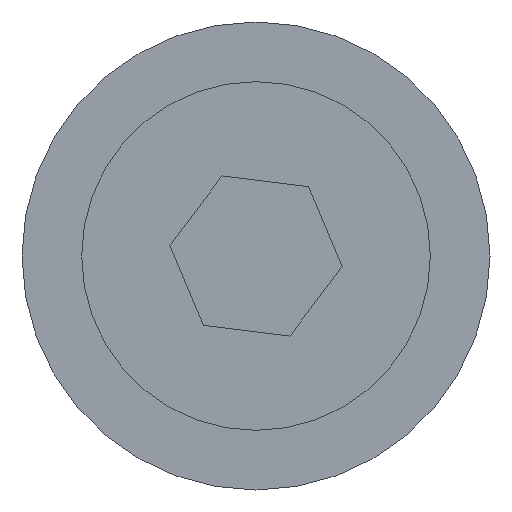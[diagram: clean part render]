
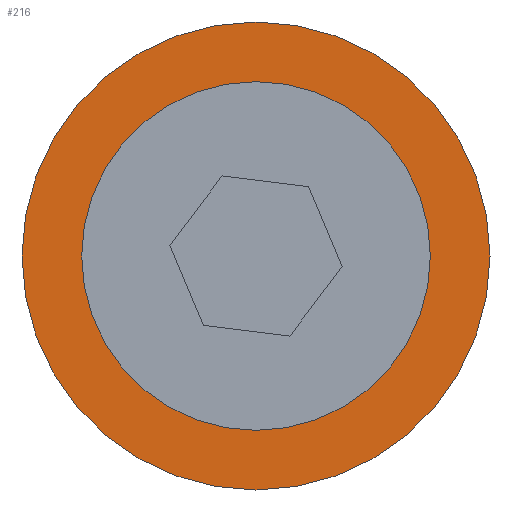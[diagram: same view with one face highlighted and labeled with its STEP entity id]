
A CAD part, front view. The second image highlights one B-rep face of the part: STEP entity #216.
In plain terms, the highlighted planar face has unit normal (0, -1, 0).
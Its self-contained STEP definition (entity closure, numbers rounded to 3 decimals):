
#18=FACE_BOUND('',#54,.T.);
#19=CIRCLE('',#235,9.5);
#25=CIRCLE('',#247,12.75);
#39=FACE_OUTER_BOUND('',#53,.T.);
#53=EDGE_LOOP('',(#192));
#54=EDGE_LOOP('',(#193));
#103=VERTEX_POINT('',#333);
#112=VERTEX_POINT('',#390);
#123=EDGE_CURVE('',#103,#103,#19,.T.);
#138=EDGE_CURVE('',#112,#112,#25,.T.);
#192=ORIENTED_EDGE('',*,*,#138,.T.);
#193=ORIENTED_EDGE('',*,*,#123,.T.);
#203=PLANE('',#249);
#216=ADVANCED_FACE('',(#39,#18),#203,.T.);
#235=AXIS2_PLACEMENT_3D('',#334,#270,#271);
#247=AXIS2_PLACEMENT_3D('',#391,#303,#304);
#249=AXIS2_PLACEMENT_3D('',#394,#308,#309);
#270=DIRECTION('center_axis',(0.,1.,0.));
#271=DIRECTION('ref_axis',(1.,0.,0.));
#303=DIRECTION('center_axis',(0.,-1.,0.));
#304=DIRECTION('ref_axis',(1.,0.,0.));
#308=DIRECTION('center_axis',(0.,-1.,0.));
#309=DIRECTION('ref_axis',(0.,0.,-1.));
#333=CARTESIAN_POINT('',(-9.5,0.,0.));
#334=CARTESIAN_POINT('Origin',(0.,0.,0.));
#390=CARTESIAN_POINT('',(-12.75,0.,0.));
#391=CARTESIAN_POINT('Origin',(0.,0.,0.));
#394=CARTESIAN_POINT('Origin',(0.,0.,0.));
